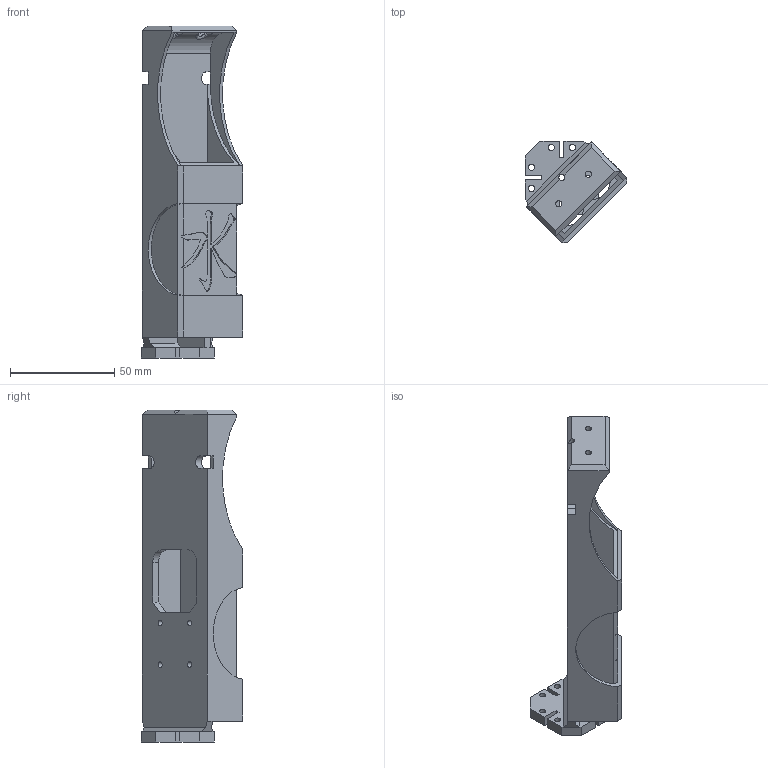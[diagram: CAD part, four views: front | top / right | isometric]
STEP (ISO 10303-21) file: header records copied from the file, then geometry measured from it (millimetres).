
FILE_DESCRIPTION(('FreeCAD Model'),'2;1');
FILE_NAME('epectronic_support.step', '2016-01-29T14:03:13',(''),(''),'Open CASCADE STEP processor 6.8', 'FreeCAD','Unknown');
FILE_SCHEMA(('AUTOMOTIVE_DESIGN_CC2 { 1 2 10303 214 -1 1 5 4 }'));
Length unit declared in the file: millimetre
Products named in the file (2): ASSEMBLY; Pocket002002009003008023
Assembly tree (1 placements, depth 2):
  ASSEMBLY
    Pocket002002009003008023
Bounding box: 48.61 x 48.61 x 159 mm (x, y, z)
Volume: 53376.6 mm3; surface area: 35190 mm2
Topology: 1 solids, 1 shells, 176 faces, 521 edges, 341 vertices
Faces by surface type: plane 88, extrusion 51, cylinder 31, bspline 6
Full cylindrical faces by diameter (mm): 2.8 x4, 3 x12
Entity records: 37144 total; most frequent: CARTESIAN_POINT 27789, DIRECTION 1342, ORIENTED_EDGE 1042, PCURVE 1042, DEFINITIONAL_REPRESENTATION 1042, VECTOR 874, LINE 823, B_SPLINE_CURVE_WITH_KNOTS 599
